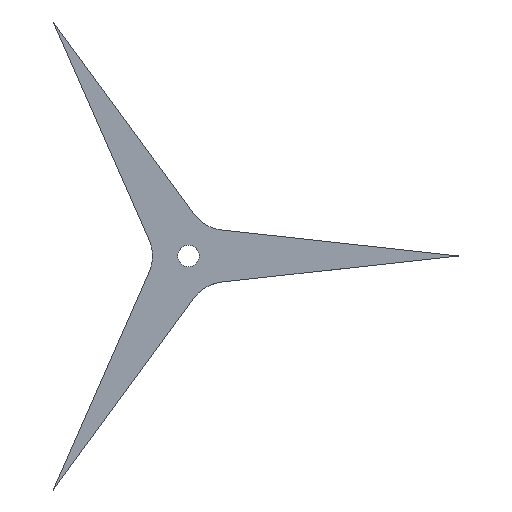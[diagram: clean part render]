
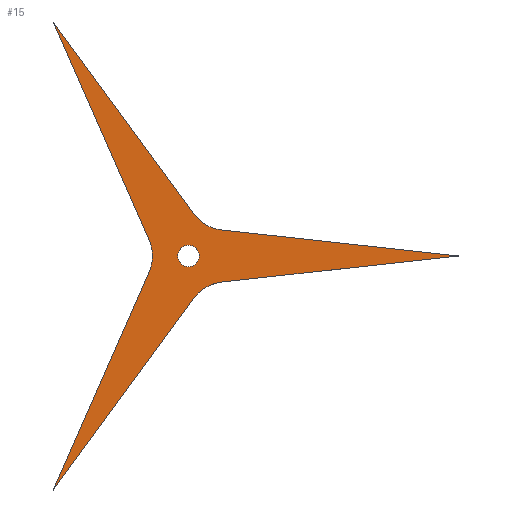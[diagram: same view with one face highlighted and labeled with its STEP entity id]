
A CAD part, top view. The second image highlights one B-rep face of the part: STEP entity #15.
In plain terms, the highlighted planar face has unit normal (0, 0, 1).
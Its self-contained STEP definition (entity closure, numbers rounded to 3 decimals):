
#4 = LINE ( 'NONE', #117, #444 ) ;
#5 = EDGE_CURVE ( 'NONE', #470, #107, #229, .T. ) ;
#15 = ADVANCED_FACE ( 'NONE', ( #277, #361 ), #22, .F. ) ;
#20 = CARTESIAN_POINT ( 'NONE',  ( -31., -53.694, 2. ) ) ;
#22 = PLANE ( 'NONE',  #28 ) ;
#26 = CARTESIAN_POINT ( 'NONE',  ( -17.216, 0., 2. ) ) ;
#27 = DIRECTION ( 'NONE',  ( 0.592, 0.806, 0. ) ) ;
#28 = AXIS2_PLACEMENT_3D ( 'NONE', #347, #145, #169 ) ;
#40 = CIRCLE ( 'NONE', #285, 9. ) ;
#46 = ORIENTED_EDGE ( 'NONE', *, *, #120, .T. ) ;
#51 = VECTOR ( 'NONE', #463, 1000. ) ;
#71 = LINE ( 'NONE', #338, #362 ) ;
#72 = VERTEX_POINT ( 'NONE', #418 ) ;
#76 = AXIS2_PLACEMENT_3D ( 'NONE', #313, #105, #345 ) ;
#77 = ORIENTED_EDGE ( 'NONE', *, *, #5, .T. ) ;
#81 = EDGE_CURVE ( 'NONE', #339, #187, #472, .T. ) ;
#83 = DIRECTION ( 'NONE',  ( 1., 0., 0. ) ) ;
#86 = CARTESIAN_POINT ( 'NONE',  ( -2.5, 0., 2. ) ) ;
#101 = CARTESIAN_POINT ( 'NONE',  ( 8.608, 14.91, 2. ) ) ;
#105 = DIRECTION ( 'NONE',  ( 0., 0., 1. ) ) ;
#107 = VERTEX_POINT ( 'NONE', #278 ) ;
#114 = VERTEX_POINT ( 'NONE', #134 ) ;
#116 = VERTEX_POINT ( 'NONE', #143 ) ;
#117 = CARTESIAN_POINT ( 'NONE',  ( -31., -53.694, 2. ) ) ;
#119 = CIRCLE ( 'NONE', #450, 9. ) ;
#120 = EDGE_CURVE ( 'NONE', #114, #355, #326, .T. ) ;
#125 = CARTESIAN_POINT ( 'NONE',  ( 1.354, -9.591, 2. ) ) ;
#132 = EDGE_CURVE ( 'NONE', #187, #339, #226, .T. ) ;
#134 = CARTESIAN_POINT ( 'NONE',  ( -8.861, 3.346, 2. ) ) ;
#143 = CARTESIAN_POINT ( 'NONE',  ( -31., 53.694, 2. ) ) ;
#145 = DIRECTION ( 'NONE',  ( 0., 0., -1. ) ) ;
#147 = CARTESIAN_POINT ( 'NONE',  ( 7.629, -5.968, 2. ) ) ;
#162 = ORIENTED_EDGE ( 'NONE', *, *, #81, .F. ) ;
#164 = LINE ( 'NONE', #379, #380 ) ;
#165 = VERTEX_POINT ( 'NONE', #441 ) ;
#166 = DIRECTION ( 'NONE',  ( 0., 0., -1. ) ) ;
#169 = DIRECTION ( 'NONE',  ( -1., 0., 0. ) ) ;
#172 = LINE ( 'NONE', #269, #180 ) ;
#180 = VECTOR ( 'NONE', #415, 1000. ) ;
#185 = ORIENTED_EDGE ( 'NONE', *, *, #458, .T. ) ;
#187 = VERTEX_POINT ( 'NONE', #86 ) ;
#197 = ORIENTED_EDGE ( 'NONE', *, *, #132, .F. ) ;
#199 = ORIENTED_EDGE ( 'NONE', *, *, #296, .T. ) ;
#202 = EDGE_CURVE ( 'NONE', #205, #470, #119, .T. ) ;
#205 = VERTEX_POINT ( 'NONE', #125 ) ;
#208 = DIRECTION ( 'NONE',  ( 0., 0., -1. ) ) ;
#221 = DIRECTION ( 'NONE',  ( 0., 0., -1. ) ) ;
#226 = CIRCLE ( 'NONE', #428, 2.5 ) ;
#228 = DIRECTION ( 'NONE',  ( -0.994, 0.109, 0. ) ) ;
#229 = LINE ( 'NONE', #395, #286 ) ;
#234 = CARTESIAN_POINT ( 'NONE',  ( -8.861, -3.346, 2. ) ) ;
#244 = ORIENTED_EDGE ( 'NONE', *, *, #333, .T. ) ;
#256 = EDGE_LOOP ( 'NONE', ( #197, #162 ) ) ;
#262 = DIRECTION ( 'NONE',  ( 0., 0., 1. ) ) ;
#265 = ORIENTED_EDGE ( 'NONE', *, *, #329, .T. ) ;
#269 = CARTESIAN_POINT ( 'NONE',  ( 1.533, 9.347, 2. ) ) ;
#271 = CARTESIAN_POINT ( 'NONE',  ( 2.5, 0., 2. ) ) ;
#277 = FACE_OUTER_BOUND ( 'NONE', #461, .T. ) ;
#278 = CARTESIAN_POINT ( 'NONE',  ( 62., 0., 2. ) ) ;
#285 = AXIS2_PLACEMENT_3D ( 'NONE', #101, #166, #384 ) ;
#286 = VECTOR ( 'NONE', #393, 1000. ) ;
#296 = EDGE_CURVE ( 'NONE', #107, #72, #71, .T. ) ;
#308 = ORIENTED_EDGE ( 'NONE', *, *, #353, .T. ) ;
#313 = CARTESIAN_POINT ( 'NONE',  ( 0., 0., 2. ) ) ;
#326 = CIRCLE ( 'NONE', #383, 9. ) ;
#329 = EDGE_CURVE ( 'NONE', #165, #116, #172, .T. ) ;
#333 = EDGE_CURVE ( 'NONE', #72, #165, #40, .T. ) ;
#338 = CARTESIAN_POINT ( 'NONE',  ( 62., 0., 2. ) ) ;
#339 = VERTEX_POINT ( 'NONE', #271 ) ;
#345 = DIRECTION ( 'NONE',  ( 1., 0., 0. ) ) ;
#347 = CARTESIAN_POINT ( 'NONE',  ( 8.608, 14.91, 2. ) ) ;
#353 = EDGE_CURVE ( 'NONE', #116, #114, #164, .T. ) ;
#355 = VERTEX_POINT ( 'NONE', #234 ) ;
#361 = FACE_BOUND ( 'NONE', #256, .T. ) ;
#362 = VECTOR ( 'NONE', #228, 1000. ) ;
#374 = VERTEX_POINT ( 'NONE', #456 ) ;
#379 = CARTESIAN_POINT ( 'NONE',  ( -31., 53.694, 2. ) ) ;
#380 = VECTOR ( 'NONE', #381, 1000. ) ;
#381 = DIRECTION ( 'NONE',  ( 0.403, -0.915, 0. ) ) ;
#383 = AXIS2_PLACEMENT_3D ( 'NONE', #26, #208, #469 ) ;
#384 = DIRECTION ( 'NONE',  ( -1., 0., 0. ) ) ;
#393 = DIRECTION ( 'NONE',  ( 0.994, 0.109, 0. ) ) ;
#395 = CARTESIAN_POINT ( 'NONE',  ( 7.629, -5.968, 2. ) ) ;
#405 = ORIENTED_EDGE ( 'NONE', *, *, #202, .T. ) ;
#408 = CARTESIAN_POINT ( 'NONE',  ( 0., 0., 2. ) ) ;
#409 = CARTESIAN_POINT ( 'NONE',  ( 8.611, -14.914, 2. ) ) ;
#412 = DIRECTION ( 'NONE',  ( -1., 0., 0. ) ) ;
#415 = DIRECTION ( 'NONE',  ( -0.592, 0.806, 0. ) ) ;
#418 = CARTESIAN_POINT ( 'NONE',  ( 7.328, 6.001, 2. ) ) ;
#428 = AXIS2_PLACEMENT_3D ( 'NONE', #408, #262, #83 ) ;
#436 = EDGE_CURVE ( 'NONE', #355, #374, #474, .T. ) ;
#441 = CARTESIAN_POINT ( 'NONE',  ( 1.533, 9.347, 2. ) ) ;
#444 = VECTOR ( 'NONE', #27, 1000. ) ;
#450 = AXIS2_PLACEMENT_3D ( 'NONE', #409, #221, #412 ) ;
#452 = ORIENTED_EDGE ( 'NONE', *, *, #436, .T. ) ;
#456 = CARTESIAN_POINT ( 'NONE',  ( -31., -53.694, 2. ) ) ;
#458 = EDGE_CURVE ( 'NONE', #374, #205, #4, .T. ) ;
#461 = EDGE_LOOP ( 'NONE', ( #199, #244, #265, #308, #46, #452, #185, #405, #77 ) ) ;
#463 = DIRECTION ( 'NONE',  ( -0.403, -0.915, 0. ) ) ;
#469 = DIRECTION ( 'NONE',  ( -1., 0., 0. ) ) ;
#470 = VERTEX_POINT ( 'NONE', #147 ) ;
#472 = CIRCLE ( 'NONE', #76, 2.5 ) ;
#474 = LINE ( 'NONE', #20, #51 ) ;
